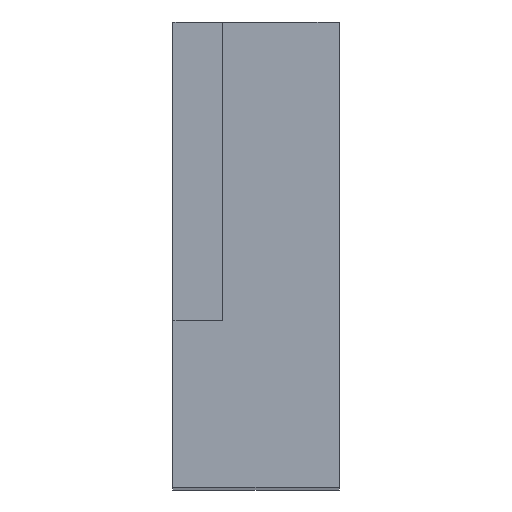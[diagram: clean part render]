
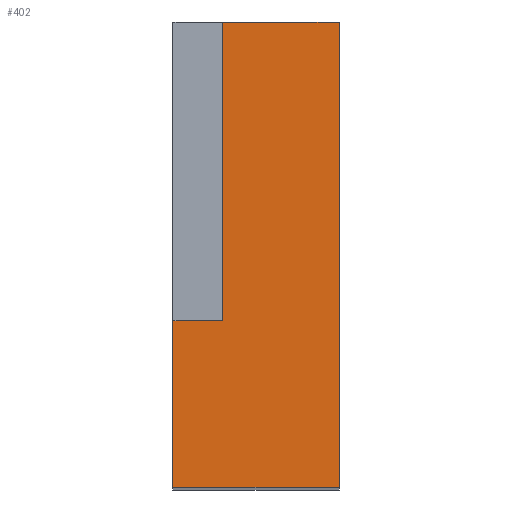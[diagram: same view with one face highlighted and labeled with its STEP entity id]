
A CAD part, top view. The second image highlights one B-rep face of the part: STEP entity #402.
In plain terms, the highlighted planar face has unit normal (0, 0, 1).
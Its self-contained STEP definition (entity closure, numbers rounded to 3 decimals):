
#49 = CARTESIAN_POINT ( 'NONE',  ( 5., 14., 101. ) ) ;
#97 = AXIS2_PLACEMENT_3D ( 'NONE', #172, #599, #553 ) ;
#108 = ORIENTED_EDGE ( 'NONE', *, *, #232, .T. ) ;
#109 = DIRECTION ( 'NONE',  ( -1., 0., 0. ) ) ;
#129 = CARTESIAN_POINT ( 'NONE',  ( -5., -14., 101. ) ) ;
#134 = VECTOR ( 'NONE', #109, 1000. ) ;
#161 = VERTEX_POINT ( 'NONE', #399 ) ;
#172 = CARTESIAN_POINT ( 'NONE',  ( 0., 0., 101. ) ) ;
#173 = EDGE_CURVE ( 'NONE', #660, #185, #562, .T. ) ;
#184 = VERTEX_POINT ( 'NONE', #272 ) ;
#185 = VERTEX_POINT ( 'NONE', #234 ) ;
#188 = CARTESIAN_POINT ( 'NONE',  ( -2., -4., 101. ) ) ;
#195 = FACE_OUTER_BOUND ( 'NONE', #611, .T. ) ;
#211 = VECTOR ( 'NONE', #465, 1000. ) ;
#227 = LINE ( 'NONE', #706, #676 ) ;
#232 = EDGE_CURVE ( 'NONE', #161, #660, #290, .T. ) ;
#234 = CARTESIAN_POINT ( 'NONE',  ( 5., 14., 101. ) ) ;
#237 = CARTESIAN_POINT ( 'NONE',  ( -2., -4., 101. ) ) ;
#266 = ORIENTED_EDGE ( 'NONE', *, *, #173, .T. ) ;
#272 = CARTESIAN_POINT ( 'NONE',  ( -2., 14., 101. ) ) ;
#290 = LINE ( 'NONE', #129, #211 ) ;
#314 = DIRECTION ( 'NONE',  ( 0., -1., 0. ) ) ;
#321 = DIRECTION ( 'NONE',  ( -1., 0., 0. ) ) ;
#365 = DIRECTION ( 'NONE',  ( 0., -1., 0. ) ) ;
#382 = CARTESIAN_POINT ( 'NONE',  ( -5., 14., 101. ) ) ;
#393 = CARTESIAN_POINT ( 'NONE',  ( 5., -14., 101. ) ) ;
#399 = CARTESIAN_POINT ( 'NONE',  ( -5., -14., 101. ) ) ;
#402 = ADVANCED_FACE ( 'NONE', ( #195 ), #416, .T. ) ;
#412 = EDGE_CURVE ( 'NONE', #184, #544, #703, .T. ) ;
#416 = PLANE ( 'NONE',  #97 ) ;
#433 = DIRECTION ( 'NONE',  ( 0., 1., 0. ) ) ;
#442 = ORIENTED_EDGE ( 'NONE', *, *, #412, .T. ) ;
#451 = CARTESIAN_POINT ( 'NONE',  ( -2., 0., 101. ) ) ;
#453 = VECTOR ( 'NONE', #365, 1000. ) ;
#454 = VECTOR ( 'NONE', #433, 1000. ) ;
#456 = EDGE_CURVE ( 'NONE', #185, #184, #227, .T. ) ;
#465 = DIRECTION ( 'NONE',  ( 1., 0., 0. ) ) ;
#515 = EDGE_CURVE ( 'NONE', #544, #574, #626, .T. ) ;
#518 = ORIENTED_EDGE ( 'NONE', *, *, #456, .T. ) ;
#544 = VERTEX_POINT ( 'NONE', #188 ) ;
#553 = DIRECTION ( 'NONE',  ( 1., 0., 0. ) ) ;
#555 = CARTESIAN_POINT ( 'NONE',  ( -5., -4., 101. ) ) ;
#562 = LINE ( 'NONE', #49, #454 ) ;
#574 = VERTEX_POINT ( 'NONE', #555 ) ;
#589 = LINE ( 'NONE', #382, #640 ) ;
#599 = DIRECTION ( 'NONE',  ( 0., 0., 1. ) ) ;
#611 = EDGE_LOOP ( 'NONE', ( #108, #266, #518, #442, #678, #647 ) ) ;
#626 = LINE ( 'NONE', #237, #134 ) ;
#640 = VECTOR ( 'NONE', #314, 1000. ) ;
#647 = ORIENTED_EDGE ( 'NONE', *, *, #702, .T. ) ;
#660 = VERTEX_POINT ( 'NONE', #393 ) ;
#676 = VECTOR ( 'NONE', #321, 1000. ) ;
#678 = ORIENTED_EDGE ( 'NONE', *, *, #515, .T. ) ;
#702 = EDGE_CURVE ( 'NONE', #574, #161, #589, .T. ) ;
#703 = LINE ( 'NONE', #451, #453 ) ;
#706 = CARTESIAN_POINT ( 'NONE',  ( -5., 14., 101. ) ) ;
